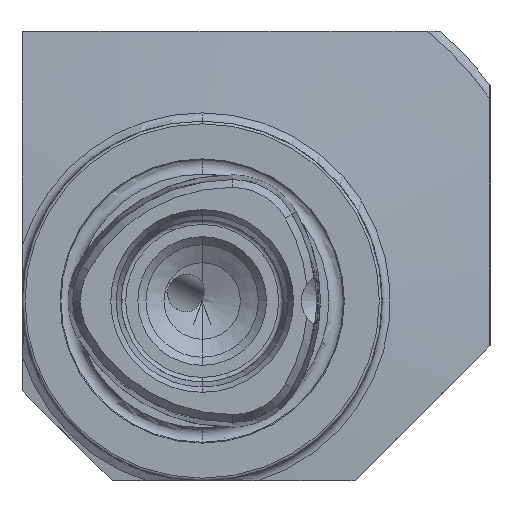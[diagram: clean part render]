
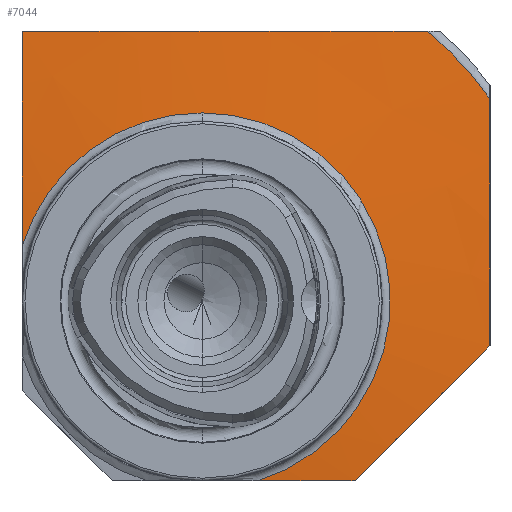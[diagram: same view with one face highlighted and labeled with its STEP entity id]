
A CAD part, left-side view. The second image highlights one B-rep face of the part: STEP entity #7044.
In plain terms, the highlighted conical face has half-angle 85 degrees and reference radius 39.087 mm.
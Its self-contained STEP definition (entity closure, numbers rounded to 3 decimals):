
#33 = CARTESIAN_POINT ( 'NONE',  ( 22.586, -32., 22.446 ) ) ;
#331 = EDGE_CURVE ( 'NONE', #2215, #2541, #5216, .T. ) ;
#583 = EDGE_LOOP ( 'NONE', ( #8010, #1757, #4652, #4139, #6144, #6694, #1932, #2364 ) ) ;
#847 = CARTESIAN_POINT ( 'NONE',  ( 20.996, 0., 20.913 ) ) ;
#869 = CARTESIAN_POINT ( 'NONE',  ( 22.321, 20., 30. ) ) ;
#883 = CONICAL_SURFACE ( 'NONE', #2270, 39.087, 1.484 ) ;
#1050 = CARTESIAN_POINT ( 'NONE',  ( 22.586, -32., 22.446 ) ) ;
#1054 = DIRECTION ( 'NONE',  ( -1., 0., 0. ) ) ;
#1055 = B_SPLINE_CURVE_WITH_KNOTS ( 'NONE', 3,
 ( #2766, #6493, #1453, #5227, #2128, #1399 ),
 .UNSPECIFIED., .F., .F.,
 ( 4, 2, 4 ),
 ( 0.024, 0.036, 0.048 ),
 .UNSPECIFIED. ) ;
#1098 = CIRCLE ( 'NONE', #4526, 20.913 ) ;
#1105 = AXIS2_PLACEMENT_3D ( 'NONE', #1497, #5474, #7962 ) ;
#1109 = EDGE_CURVE ( 'NONE', #6785, #3557, #5302, .T. ) ;
#1287 = CARTESIAN_POINT ( 'NONE',  ( 20.996, 20., 6.111 ) ) ;
#1399 = CARTESIAN_POINT ( 'NONE',  ( 20.996, 20., 6.111 ) ) ;
#1453 = CARTESIAN_POINT ( 'NONE',  ( 21.758, 20., 22.044 ) ) ;
#1497 = CARTESIAN_POINT ( 'NONE',  ( 20.996, 0., 0. ) ) ;
#1550 = AXIS2_PLACEMENT_3D ( 'NONE', #1704, #1054, #4187 ) ;
#1654 = EDGE_CURVE ( 'NONE', #7671, #6785, #1830, .T. ) ;
#1704 = CARTESIAN_POINT ( 'NONE',  ( 22.586, 0., 0. ) ) ;
#1757 = ORIENTED_EDGE ( 'NONE', *, *, #6535, .T. ) ;
#1830 = CIRCLE ( 'NONE', #1550, 39.087 ) ;
#1859 = CARTESIAN_POINT ( 'NONE',  ( 21.089, -9.744, -20. ) ) ;
#1932 = ORIENTED_EDGE ( 'NONE', *, *, #5394, .T. ) ;
#2003 = EDGE_CURVE ( 'NONE', #7701, #6899, #3740, .T. ) ;
#2128 = CARTESIAN_POINT ( 'NONE',  ( 21.098, 20., 10.1 ) ) ;
#2215 = VERTEX_POINT ( 'NONE', #4255 ) ;
#2243 = CARTESIAN_POINT ( 'NONE',  ( 22., -32., -5. ) ) ;
#2270 = AXIS2_PLACEMENT_3D ( 'NONE', #4351, #5625, #3721 ) ;
#2271 = CARTESIAN_POINT ( 'NONE',  ( 21.938, -32., -0.424 ) ) ;
#2364 = ORIENTED_EDGE ( 'NONE', *, *, #1654, .T. ) ;
#2490 = B_SPLINE_CURVE_WITH_KNOTS ( 'NONE', 3,
 ( #7347, #2271, #6696, #2926, #4186, #1050 ),
 .UNSPECIFIED., .F., .F.,
 ( 4, 2, 4 ),
 ( 0.028, 0.041, 0.055 ),
 .UNSPECIFIED. ) ;
#2541 = VERTEX_POINT ( 'NONE', #847 ) ;
#2766 = CARTESIAN_POINT ( 'NONE',  ( 22.321, 20., 30. ) ) ;
#2849 = CARTESIAN_POINT ( 'NONE',  ( 21.808, 4.975, 30. ) ) ;
#2926 = CARTESIAN_POINT ( 'NONE',  ( 22.174, -32., 13.304 ) ) ;
#2964 = CARTESIAN_POINT ( 'NONE',  ( 21.856, -10.045, 30. ) ) ;
#2969 = EDGE_CURVE ( 'NONE', #2215, #7701, #2998, .T. ) ;
#2998 = B_SPLINE_CURVE_WITH_KNOTS ( 'NONE', 3,
 ( #6273, #1859, #3113, #5579 ),
 .UNSPECIFIED., .F., .F.,
 ( 4, 4 ),
 ( 0.032, 0.043 ),
 .UNSPECIFIED. ) ;
#3113 = CARTESIAN_POINT ( 'NONE',  ( 21.258, -13.373, -20. ) ) ;
#3387 = CARTESIAN_POINT ( 'NONE',  ( 21.818, -29.502, -7.498 ) ) ;
#3557 = VERTEX_POINT ( 'NONE', #869 ) ;
#3721 = DIRECTION ( 'NONE',  ( 0., 0., -1. ) ) ;
#3740 = B_SPLINE_CURVE_WITH_KNOTS ( 'NONE', 3,
 ( #4420, #5098, #7641, #6527, #3387, #6554 ),
 .UNSPECIFIED., .F., .F.,
 ( 4, 2, 4 ),
 ( 0., 0.011, 0.021 ),
 .UNSPECIFIED. ) ;
#3779 = DIRECTION ( 'NONE',  ( -1., 0., 0. ) ) ;
#4066 = CARTESIAN_POINT ( 'NONE',  ( 22.165, -17.551, 30. ) ) ;
#4135 = VERTEX_POINT ( 'NONE', #1287 ) ;
#4139 = ORIENTED_EDGE ( 'NONE', *, *, #331, .F. ) ;
#4186 = CARTESIAN_POINT ( 'NONE',  ( 22.357, -32., 17.876 ) ) ;
#4187 = DIRECTION ( 'NONE',  ( 0., 0., 1. ) ) ;
#4255 = CARTESIAN_POINT ( 'NONE',  ( 20.996, -6.111, -20. ) ) ;
#4351 = CARTESIAN_POINT ( 'NONE',  ( 22.586, 0., 0. ) ) ;
#4420 = CARTESIAN_POINT ( 'NONE',  ( 21.463, -17., -20. ) ) ;
#4526 = AXIS2_PLACEMENT_3D ( 'NONE', #6417, #3779, #6337 ) ;
#4652 = ORIENTED_EDGE ( 'NONE', *, *, #5557, .F. ) ;
#5098 = CARTESIAN_POINT ( 'NONE',  ( 21.438, -19.502, -17.498 ) ) ;
#5216 = CIRCLE ( 'NONE', #1105, 20.913 ) ;
#5227 = CARTESIAN_POINT ( 'NONE',  ( 21.291, 20., 14.083 ) ) ;
#5302 = B_SPLINE_CURVE_WITH_KNOTS ( 'NONE', 3,
 ( #7859, #4066, #2964, #6657, #2849, #7362, #7968, #5479 ),
 .UNSPECIFIED., .F., .F.,
 ( 4, 2, 2, 4 ),
 ( 0.04, 0.062, 0.074, 0.085 ),
 .UNSPECIFIED. ) ;
#5394 = EDGE_CURVE ( 'NONE', #6899, #7671, #2490, .T. ) ;
#5474 = DIRECTION ( 'NONE',  ( -1., 0., 0. ) ) ;
#5479 = CARTESIAN_POINT ( 'NONE',  ( 22.321, 20., 30. ) ) ;
#5557 = EDGE_CURVE ( 'NONE', #2541, #4135, #1098, .T. ) ;
#5579 = CARTESIAN_POINT ( 'NONE',  ( 21.463, -17., -20. ) ) ;
#5625 = DIRECTION ( 'NONE',  ( 1., 0., 0. ) ) ;
#6144 = ORIENTED_EDGE ( 'NONE', *, *, #2969, .T. ) ;
#6273 = CARTESIAN_POINT ( 'NONE',  ( 20.996, -6.111, -20. ) ) ;
#6302 = FACE_OUTER_BOUND ( 'NONE', #583, .T. ) ;
#6337 = DIRECTION ( 'NONE',  ( 0., 0., 1. ) ) ;
#6417 = CARTESIAN_POINT ( 'NONE',  ( 20.996, 0., 0. ) ) ;
#6492 = CARTESIAN_POINT ( 'NONE',  ( 22.586, -25.056, 30. ) ) ;
#6493 = CARTESIAN_POINT ( 'NONE',  ( 22.031, 20., 26.023 ) ) ;
#6527 = CARTESIAN_POINT ( 'NONE',  ( 21.668, -27.003, -9.997 ) ) ;
#6535 = EDGE_CURVE ( 'NONE', #3557, #4135, #1055, .T. ) ;
#6554 = CARTESIAN_POINT ( 'NONE',  ( 22., -32., -5. ) ) ;
#6657 = CARTESIAN_POINT ( 'NONE',  ( 21.773, 1.219, 30. ) ) ;
#6694 = ORIENTED_EDGE ( 'NONE', *, *, #2003, .T. ) ;
#6696 = CARTESIAN_POINT ( 'NONE',  ( 21.963, -32., 4.155 ) ) ;
#6785 = VERTEX_POINT ( 'NONE', #6492 ) ;
#6899 = VERTEX_POINT ( 'NONE', #2243 ) ;
#6970 = CARTESIAN_POINT ( 'NONE',  ( 21.463, -17., -20. ) ) ;
#7044 = ADVANCED_FACE ( 'NONE', ( #6302 ), #883, .T. ) ;
#7347 = CARTESIAN_POINT ( 'NONE',  ( 22., -32., -5. ) ) ;
#7362 = CARTESIAN_POINT ( 'NONE',  ( 21.992, 12.488, 30. ) ) ;
#7641 = CARTESIAN_POINT ( 'NONE',  ( 21.478, -22.003, -14.997 ) ) ;
#7671 = VERTEX_POINT ( 'NONE', #33 ) ;
#7701 = VERTEX_POINT ( 'NONE', #6970 ) ;
#7859 = CARTESIAN_POINT ( 'NONE',  ( 22.586, -25.056, 30. ) ) ;
#7962 = DIRECTION ( 'NONE',  ( 0., 0., 1. ) ) ;
#7968 = CARTESIAN_POINT ( 'NONE',  ( 22.139, 16.246, 30. ) ) ;
#8010 = ORIENTED_EDGE ( 'NONE', *, *, #1109, .T. ) ;
